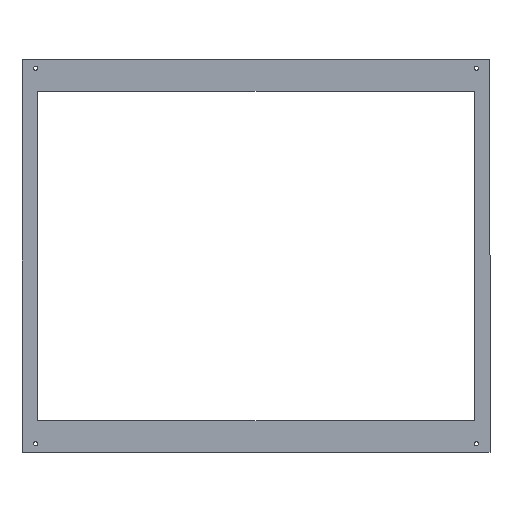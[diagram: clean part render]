
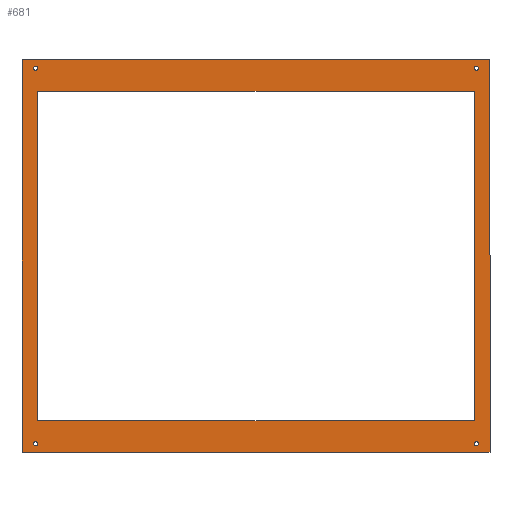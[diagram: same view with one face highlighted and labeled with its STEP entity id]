
A CAD part, top view. The second image highlights one B-rep face of the part: STEP entity #681.
In plain terms, the highlighted planar face has unit normal (0, 0, 1).
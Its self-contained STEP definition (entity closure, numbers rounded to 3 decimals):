
#143=CARTESIAN_POINT('',(-104.0,-89.5,1.5));
#144=VERTEX_POINT('',#143);
#160=CARTESIAN_POINT('',(-106.0,-89.5,1.5));
#161=VERTEX_POINT('',#160);
#168=CARTESIAN_POINT('',(-105.0,-89.5,1.5));
#169=DIRECTION('',(0.0,0.0,-1.0));
#170=DIRECTION('',(1.0,0.0,0.0));
#171=AXIS2_PLACEMENT_3D('',#168,#169,#170);
#172=CIRCLE('',#171,1.0);
#173=EDGE_CURVE('',#144,#161,#172,.T.);
#185=CARTESIAN_POINT('',(106.0,-89.5,1.5));
#186=VERTEX_POINT('',#185);
#202=CARTESIAN_POINT('',(104.0,-89.5,1.5));
#203=VERTEX_POINT('',#202);
#210=CARTESIAN_POINT('',(105.0,-89.5,1.5));
#211=DIRECTION('',(0.0,0.0,-1.0));
#212=DIRECTION('',(1.0,0.0,0.0));
#213=AXIS2_PLACEMENT_3D('',#210,#211,#212);
#214=CIRCLE('',#213,1.0);
#215=EDGE_CURVE('',#186,#203,#214,.T.);
#227=CARTESIAN_POINT('',(-104.,89.5,1.5));
#228=VERTEX_POINT('',#227);
#244=CARTESIAN_POINT('',(-106.,89.5,1.5));
#245=VERTEX_POINT('',#244);
#252=CARTESIAN_POINT('',(-105.,89.5,1.5));
#253=DIRECTION('',(0.0,0.0,-1.0));
#254=DIRECTION('',(1.0,0.0,0.0));
#255=AXIS2_PLACEMENT_3D('',#252,#253,#254);
#256=CIRCLE('',#255,1.0);
#257=EDGE_CURVE('',#228,#245,#256,.T.);
#269=CARTESIAN_POINT('',(106.,89.5,1.5));
#270=VERTEX_POINT('',#269);
#286=CARTESIAN_POINT('',(104.,89.5,1.5));
#287=VERTEX_POINT('',#286);
#294=CARTESIAN_POINT('',(105.,89.5,1.5));
#295=DIRECTION('',(0.0,0.0,-1.0));
#296=DIRECTION('',(1.0,0.0,0.0));
#297=AXIS2_PLACEMENT_3D('',#294,#295,#296);
#298=CIRCLE('',#297,1.0);
#299=EDGE_CURVE('',#270,#287,#298,.T.);
#310=CARTESIAN_POINT('',(105.,89.5,1.5));
#311=DIRECTION('',(0.0,0.0,-1.0));
#312=DIRECTION('',(1.0,0.0,0.0));
#313=AXIS2_PLACEMENT_3D('',#310,#311,#312);
#314=CIRCLE('',#313,1.0);
#315=EDGE_CURVE('',#287,#270,#314,.T.);
#334=CARTESIAN_POINT('',(-105.,89.5,1.5));
#335=DIRECTION('',(0.0,0.0,-1.0));
#336=DIRECTION('',(1.0,0.0,0.0));
#337=AXIS2_PLACEMENT_3D('',#334,#335,#336);
#338=CIRCLE('',#337,1.0);
#339=EDGE_CURVE('',#245,#228,#338,.T.);
#358=CARTESIAN_POINT('',(105.0,-89.5,1.5));
#359=DIRECTION('',(0.0,0.0,-1.0));
#360=DIRECTION('',(1.0,0.0,0.0));
#361=AXIS2_PLACEMENT_3D('',#358,#359,#360);
#362=CIRCLE('',#361,1.0);
#363=EDGE_CURVE('',#203,#186,#362,.T.);
#382=CARTESIAN_POINT('',(-105.0,-89.5,1.5));
#383=DIRECTION('',(0.0,0.0,-1.0));
#384=DIRECTION('',(1.0,0.0,0.0));
#385=AXIS2_PLACEMENT_3D('',#382,#383,#384);
#386=CIRCLE('',#385,1.0);
#387=EDGE_CURVE('',#161,#144,#386,.T.);
#405=CARTESIAN_POINT('',(104.0,-78.5,1.5));
#406=VERTEX_POINT('',#405);
#407=CARTESIAN_POINT('',(-104.0,-78.5,1.5));
#408=VERTEX_POINT('',#407);
#409=CARTESIAN_POINT('',(104.0,-78.5,1.5));
#410=DIRECTION('',(-1.0,0.0,0.0));
#411=VECTOR('',#410,208.0);
#412=LINE('',#409,#411);
#413=EDGE_CURVE('',#406,#408,#412,.T.);
#445=CARTESIAN_POINT('',(-104.0,78.5,1.5));
#446=VERTEX_POINT('',#445);
#447=CARTESIAN_POINT('',(-104.0,-78.5,1.5));
#448=DIRECTION('',(0.0,1.0,0.0));
#449=VECTOR('',#448,157.0);
#450=LINE('',#447,#449);
#451=EDGE_CURVE('',#408,#446,#450,.T.);
#476=CARTESIAN_POINT('',(104.0,78.5,1.5));
#477=VERTEX_POINT('',#476);
#478=CARTESIAN_POINT('',(-104.0,78.5,1.5));
#479=DIRECTION('',(1.0,0.0,0.0));
#480=VECTOR('',#479,208.0);
#481=LINE('',#478,#480);
#482=EDGE_CURVE('',#446,#477,#481,.T.);
#507=CARTESIAN_POINT('',(104.0,78.5,1.5));
#508=DIRECTION('',(0.0,-1.0,0.0));
#509=VECTOR('',#508,157.);
#510=LINE('',#507,#509);
#511=EDGE_CURVE('',#477,#406,#510,.T.);
#529=CARTESIAN_POINT('',(-111.5,93.5,1.5));
#530=VERTEX_POINT('',#529);
#531=CARTESIAN_POINT('',(111.5,93.5,1.5));
#532=VERTEX_POINT('',#531);
#533=CARTESIAN_POINT('',(-111.5,93.5,1.5));
#534=DIRECTION('',(1.0,0.0,0.0));
#535=VECTOR('',#534,223.0);
#536=LINE('',#533,#535);
#537=EDGE_CURVE('',#530,#532,#536,.T.);
#569=CARTESIAN_POINT('',(111.5,-93.5,1.5));
#570=VERTEX_POINT('',#569);
#571=CARTESIAN_POINT('',(111.5,93.5,1.5));
#572=DIRECTION('',(0.0,-1.0,0.0));
#573=VECTOR('',#572,187.0);
#574=LINE('',#571,#573);
#575=EDGE_CURVE('',#532,#570,#574,.T.);
#600=CARTESIAN_POINT('',(-111.5,-93.5,1.5));
#601=VERTEX_POINT('',#600);
#602=CARTESIAN_POINT('',(111.5,-93.5,1.5));
#603=DIRECTION('',(-1.0,0.0,0.0));
#604=VECTOR('',#603,223.0);
#605=LINE('',#602,#604);
#606=EDGE_CURVE('',#570,#601,#605,.T.);
#631=CARTESIAN_POINT('',(-111.5,-93.5,1.5));
#632=DIRECTION('',(0.0,1.0,0.0));
#633=VECTOR('',#632,187.);
#634=LINE('',#631,#633);
#635=EDGE_CURVE('',#601,#530,#634,.T.);
#648=CARTESIAN_POINT('',(0.,0.,1.5));
#649=DIRECTION('',(0.0,0.0,1.0));
#650=DIRECTION('',(1.0,0.0,0.0));
#651=AXIS2_PLACEMENT_3D('',#648,#649,#650);
#652=PLANE('',#651);
#653=ORIENTED_EDGE('',*,*,#537,.F.);
#654=ORIENTED_EDGE('',*,*,#635,.F.);
#655=ORIENTED_EDGE('',*,*,#606,.F.);
#656=ORIENTED_EDGE('',*,*,#575,.F.);
#657=EDGE_LOOP('',(#653,#654,#655,#656));
#658=FACE_OUTER_BOUND('',#657,.T.);
#659=ORIENTED_EDGE('',*,*,#315,.T.);
#660=ORIENTED_EDGE('',*,*,#299,.T.);
#661=EDGE_LOOP('',(#659,#660));
#662=FACE_BOUND('',#661,.T.);
#663=ORIENTED_EDGE('',*,*,#339,.T.);
#664=ORIENTED_EDGE('',*,*,#257,.T.);
#665=EDGE_LOOP('',(#663,#664));
#666=FACE_BOUND('',#665,.T.);
#667=ORIENTED_EDGE('',*,*,#363,.T.);
#668=ORIENTED_EDGE('',*,*,#215,.T.);
#669=EDGE_LOOP('',(#667,#668));
#670=FACE_BOUND('',#669,.T.);
#671=ORIENTED_EDGE('',*,*,#387,.T.);
#672=ORIENTED_EDGE('',*,*,#173,.T.);
#673=EDGE_LOOP('',(#671,#672));
#674=FACE_BOUND('',#673,.T.);
#675=ORIENTED_EDGE('',*,*,#482,.T.);
#676=ORIENTED_EDGE('',*,*,#511,.T.);
#677=ORIENTED_EDGE('',*,*,#413,.T.);
#678=ORIENTED_EDGE('',*,*,#451,.T.);
#679=EDGE_LOOP('',(#675,#676,#677,#678));
#680=FACE_BOUND('',#679,.T.);
#681=ADVANCED_FACE('',(#658,#662,#666,#670,#674,#680),#652,.T.);
